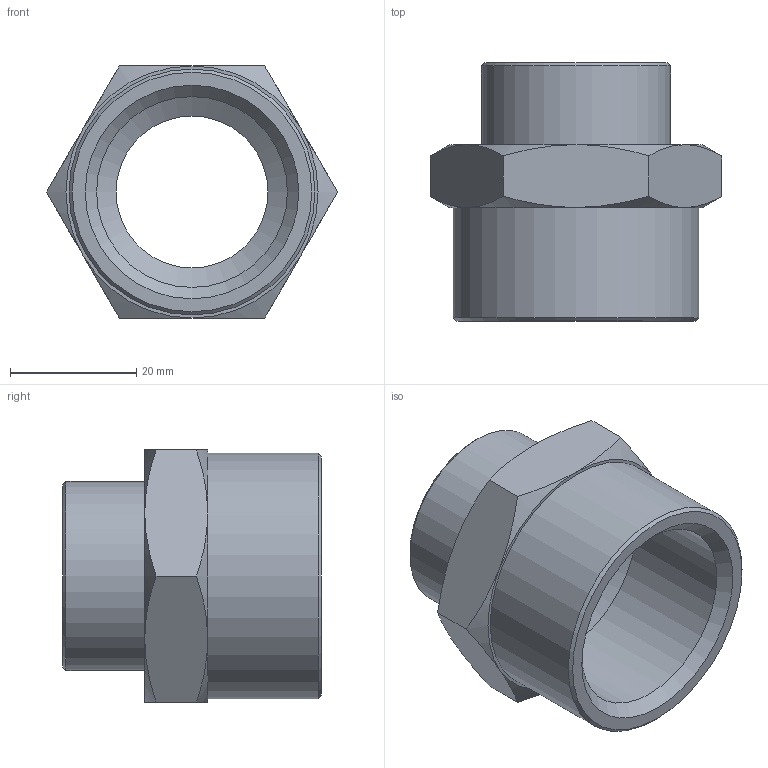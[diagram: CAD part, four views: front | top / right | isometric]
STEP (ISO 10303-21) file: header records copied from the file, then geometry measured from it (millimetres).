
FILE_DESCRIPTION(( 'RA.18.34.01.STEP' ), '1');
FILE_NAME( 'RA.18.34.01.STEP', '2018-10-11T12:03:55',( 'Sopra'),('sopra-pneumatic.com'), 'SwSTEP 2.0','SolidWorks 2009','' );
FILE_SCHEMA (( 'AUTOMOTIVE_DESIGN' ));
Length unit declared in the file: millimetre
Products named in the file (1): 030100001AS00A
Bounding box: 46.19 x 41 x 40 mm (x, y, z)
Volume: 19901.2 mm3; surface area: 9720.2 mm2
Topology: 1 solids, 1 shells, 32 faces, 68 edges, 40 vertices
Faces by surface type: cone 18, plane 10, cylinder 4
Full cylindrical faces by diameter (mm): 24.117 x1, 30 x1, 30.291 x1, 39 x1
Entity records: 887 total; most frequent: CARTESIAN_POINT 246, DIRECTION 123, ORIENTED_EDGE 112, AXIS2_PLACEMENT_3D 58, EDGE_CURVE 56, EDGE_LOOP 45, VERTEX_POINT 37, FACE_OUTER_BOUND 36
